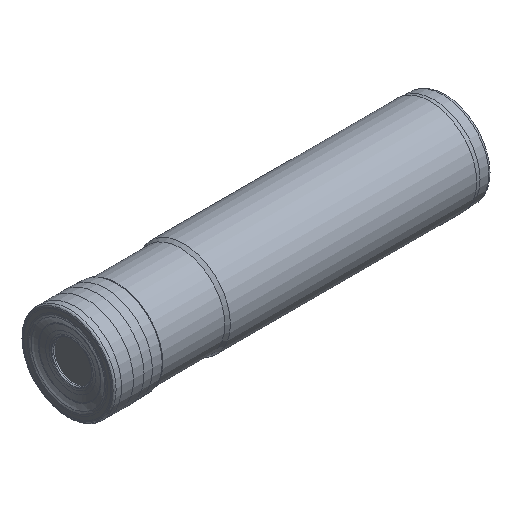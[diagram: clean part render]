
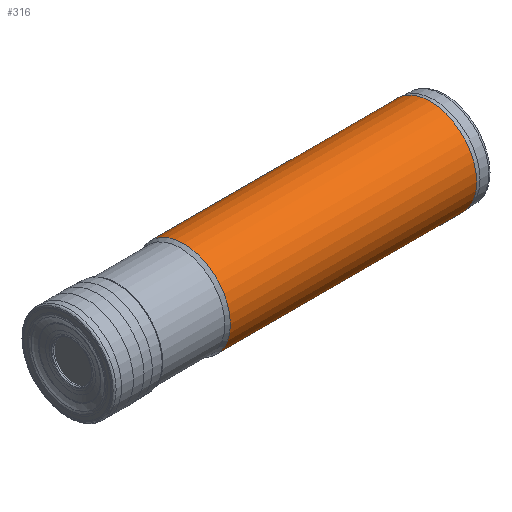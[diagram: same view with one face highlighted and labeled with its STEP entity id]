
A CAD part, isometric view. The second image highlights one B-rep face of the part: STEP entity #316.
In plain terms, the highlighted cylindrical face has radius 16 mm (diameter 32 mm), a full revolution.
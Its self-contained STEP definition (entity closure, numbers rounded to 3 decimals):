
#298=CYLINDRICAL_SURFACE('',#889,16.);
#316=ADVANCED_FACE('',(#391,#392),#298,.T.);
#391=FACE_BOUND('',#501,.T.);
#392=FACE_BOUND('',#502,.T.);
#501=EDGE_LOOP('',(#611));
#502=EDGE_LOOP('',(#612));
#611=ORIENTED_EDGE('',*,*,#745,.F.);
#612=ORIENTED_EDGE('',*,*,#760,.T.);
#690=VERTEX_POINT('',#1118);
#705=VERTEX_POINT('',#1164);
#745=EDGE_CURVE('',#690,#690,#800,.T.);
#760=EDGE_CURVE('',#705,#705,#815,.T.);
#800=CIRCLE('',#856,16.);
#815=CIRCLE('',#887,16.);
#856=AXIS2_PLACEMENT_3D('',#1117,#932,#933);
#887=AXIS2_PLACEMENT_3D('',#1163,#994,#995);
#889=AXIS2_PLACEMENT_3D('',#1166,#998,#999);
#932=DIRECTION('',(-1.,0.,0.));
#933=DIRECTION('',(0.,0.,1.));
#994=DIRECTION('',(-1.,0.,0.));
#995=DIRECTION('',(0.,0.,1.));
#998=DIRECTION('',(-1.,0.,0.));
#999=DIRECTION('',(0.,0.,1.));
#1117=CARTESIAN_POINT('',(40.,0.,0.));
#1118=CARTESIAN_POINT('',(40.,0.,16.));
#1163=CARTESIAN_POINT('',(124.582,0.,0.));
#1164=CARTESIAN_POINT('',(124.582,0.,16.));
#1166=CARTESIAN_POINT('',(0.,0.,0.));
